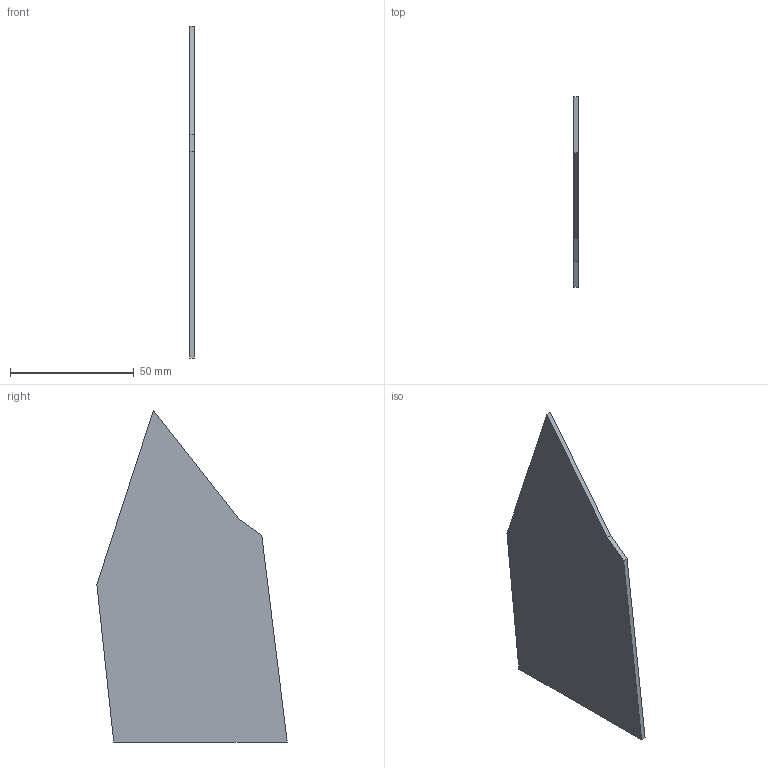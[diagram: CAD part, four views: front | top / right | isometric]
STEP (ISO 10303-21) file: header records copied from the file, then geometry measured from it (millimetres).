
FILE_DESCRIPTION((''),'2;1');
FILE_NAME('WEBBING_DA_FINS','2022-10-24T18:02:06',('apm49'),(''),'CREO PARAMETRIC BY PTC INC, 2019344','CREO PARAMETRIC BY PTC INC, 2019344','');
FILE_SCHEMA(('CONFIG_CONTROL_DESIGN'));
Length unit declared in the file: millimetre
Products named in the file (1): WEBBING_DA_FINS
Bounding box: 2 x 76.77 x 133.94 mm (x, y, z)
Volume: 14257.5 mm3; surface area: 14975.8 mm2
Topology: 1 solids, 1 shells, 8 faces, 18 edges, 12 vertices
Faces by surface type: plane 8
Entity records: 260 total; most frequent: CARTESIAN_POINT 38, ORIENTED_EDGE 36, DIRECTION 34, VECTOR 18, LINE 18, EDGE_CURVE 18, VERTEX_POINT 12, AXIS2_PLACEMENT_3D 8
